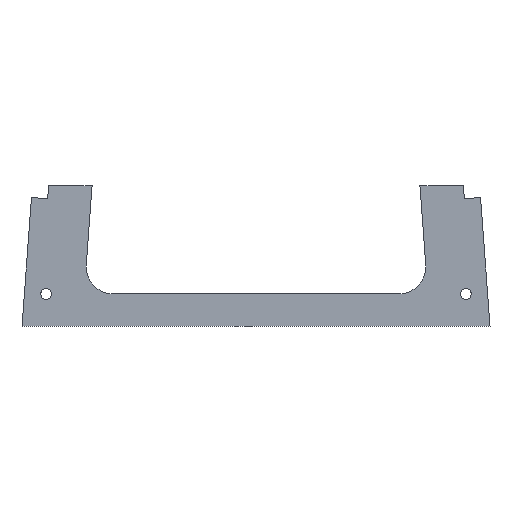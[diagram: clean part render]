
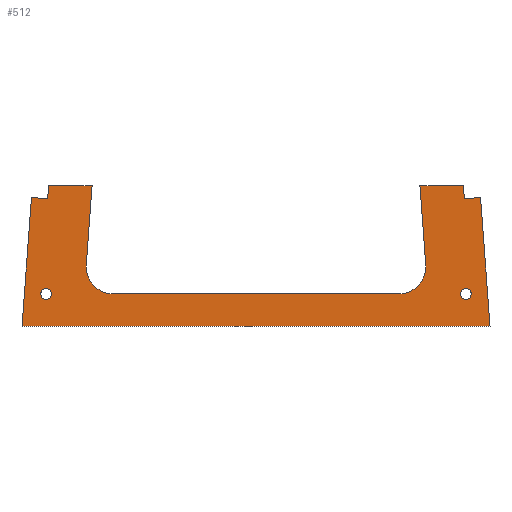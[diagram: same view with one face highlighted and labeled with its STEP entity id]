
A CAD part, top view. The second image highlights one B-rep face of the part: STEP entity #512.
In plain terms, the highlighted planar face has unit normal (0, 0, 1).
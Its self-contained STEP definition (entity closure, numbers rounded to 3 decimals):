
#42=CARTESIAN_POINT('Vertex',(38.277,266.,3.)) ;
#56=CARTESIAN_POINT('Vertex',(30.256,266.,3.)) ;
#59=CARTESIAN_POINT('Line Origine',(34.266,266.,3.)) ;
#87=CARTESIAN_POINT('Vertex',(31.329,251.366,3.)) ;
#90=CARTESIAN_POINT('Line Origine',(30.792,258.683,3.)) ;
#118=CARTESIAN_POINT('Vertex',(26.342,246.,3.)) ;
#121=CARTESIAN_POINT('Axis2P3D Location',(26.342,251.,3.)) ;
#149=CARTESIAN_POINT('Vertex',(-26.342,246.,3.)) ;
#152=CARTESIAN_POINT('Line Origine',(0.,246.,3.)) ;
#182=CARTESIAN_POINT('Vertex',(43.192,240.,3.)) ;
#185=CARTESIAN_POINT('Line Origine',(0.,240.,3.)) ;
#189=CARTESIAN_POINT('Vertex',(-43.192,240.,3.)) ;
#220=CARTESIAN_POINT('Vertex',(41.447,263.797,3.)) ;
#223=CARTESIAN_POINT('Line Origine',(42.319,251.898,3.)) ;
#251=CARTESIAN_POINT('Vertex',(38.455,263.577,3.)) ;
#254=CARTESIAN_POINT('Line Origine',(39.951,263.687,3.)) ;
#276=CARTESIAN_POINT('Line Origine',(38.366,264.789,3.)) ;
#293=CARTESIAN_POINT('Axis2P3D Location',(38.741,246.,3.)) ;
#297=CARTESIAN_POINT('Vertex',(37.741,246.,3.)) ;
#299=CARTESIAN_POINT('Vertex',(39.741,246.,3.)) ;
#328=CARTESIAN_POINT('Axis2P3D Location',(38.741,246.,3.)) ;
#429=CARTESIAN_POINT('Axis2P3D Location',(0.,0.,3.)) ;
#434=CARTESIAN_POINT('Axis2P3D Location',(-26.342,251.,3.)) ;
#438=CARTESIAN_POINT('Vertex',(-31.329,251.366,3.)) ;
#441=CARTESIAN_POINT('Line Origine',(-30.792,258.683,3.)) ;
#445=CARTESIAN_POINT('Vertex',(-30.256,266.,3.)) ;
#448=CARTESIAN_POINT('Line Origine',(-34.266,266.,3.)) ;
#452=CARTESIAN_POINT('Vertex',(-38.277,266.,3.)) ;
#455=CARTESIAN_POINT('Line Origine',(-38.366,264.789,3.)) ;
#459=CARTESIAN_POINT('Vertex',(-38.455,263.577,3.)) ;
#462=CARTESIAN_POINT('Line Origine',(-39.951,263.687,3.)) ;
#466=CARTESIAN_POINT('Vertex',(-41.447,263.797,3.)) ;
#469=CARTESIAN_POINT('Line Origine',(-42.319,251.898,3.)) ;
#490=CARTESIAN_POINT('Axis2P3D Location',(-38.741,246.,3.)) ;
#494=CARTESIAN_POINT('Vertex',(-37.741,246.,3.)) ;
#496=CARTESIAN_POINT('Vertex',(-39.741,246.,3.)) ;
#499=CARTESIAN_POINT('Axis2P3D Location',(-38.741,246.,3.)) ;
#61=VECTOR('Line Direction',#60,1.) ;
#92=VECTOR('Line Direction',#91,1.) ;
#154=VECTOR('Line Direction',#153,1.) ;
#187=VECTOR('Line Direction',#186,1.) ;
#225=VECTOR('Line Direction',#224,1.) ;
#256=VECTOR('Line Direction',#255,1.) ;
#278=VECTOR('Line Direction',#277,1.) ;
#443=VECTOR('Line Direction',#442,1.) ;
#450=VECTOR('Line Direction',#449,1.) ;
#457=VECTOR('Line Direction',#456,1.) ;
#464=VECTOR('Line Direction',#463,1.) ;
#471=VECTOR('Line Direction',#470,1.) ;
#60=DIRECTION('Vector Direction',(-1.,0.,0.)) ;
#91=DIRECTION('Vector Direction',(0.073,-0.997,0.)) ;
#122=DIRECTION('Axis2P3D Direction',(0.,0.,1.)) ;
#153=DIRECTION('Vector Direction',(-1.,0.,0.)) ;
#186=DIRECTION('Vector Direction',(-1.,0.,0.)) ;
#224=DIRECTION('Vector Direction',(0.073,-0.997,0.)) ;
#255=DIRECTION('Vector Direction',(0.997,0.073,0.)) ;
#277=DIRECTION('Vector Direction',(0.073,-0.997,0.)) ;
#294=DIRECTION('Axis2P3D Direction',(0.,0.,1.)) ;
#329=DIRECTION('Axis2P3D Direction',(0.,0.,1.)) ;
#430=DIRECTION('Axis2P3D Direction',(0.,0.,1.)) ;
#431=DIRECTION('Axis2P3D XDirection',(1.,0.,0.)) ;
#435=DIRECTION('Axis2P3D Direction',(0.,0.,1.)) ;
#442=DIRECTION('Vector Direction',(-0.073,-0.997,0.)) ;
#449=DIRECTION('Vector Direction',(-1.,0.,0.)) ;
#456=DIRECTION('Vector Direction',(-0.073,-0.997,0.)) ;
#463=DIRECTION('Vector Direction',(-0.997,0.073,0.)) ;
#470=DIRECTION('Vector Direction',(-0.073,-0.997,0.)) ;
#491=DIRECTION('Axis2P3D Direction',(0.,0.,1.)) ;
#500=DIRECTION('Axis2P3D Direction',(0.,0.,1.)) ;
#123=AXIS2_PLACEMENT_3D('Circle Axis2P3D',#121,#122,$) ;
#295=AXIS2_PLACEMENT_3D('Circle Axis2P3D',#293,#294,$) ;
#330=AXIS2_PLACEMENT_3D('Circle Axis2P3D',#328,#329,$) ;
#432=AXIS2_PLACEMENT_3D('Plane Axis2P3D',#429,#430,#431) ;
#436=AXIS2_PLACEMENT_3D('Circle Axis2P3D',#434,#435,$) ;
#492=AXIS2_PLACEMENT_3D('Circle Axis2P3D',#490,#491,$) ;
#501=AXIS2_PLACEMENT_3D('Circle Axis2P3D',#499,#500,$) ;
#62=LINE('Line',#59,#61) ;
#93=LINE('Line',#90,#92) ;
#155=LINE('Line',#152,#154) ;
#188=LINE('Line',#185,#187) ;
#226=LINE('Line',#223,#225) ;
#257=LINE('Line',#254,#256) ;
#279=LINE('Line',#276,#278) ;
#444=LINE('Line',#441,#443) ;
#451=LINE('Line',#448,#450) ;
#458=LINE('Line',#455,#457) ;
#465=LINE('Line',#462,#464) ;
#472=LINE('Line',#469,#471) ;
#124=CIRCLE('generated circle',#123,5.) ;
#296=CIRCLE('generated circle',#295,1.) ;
#331=CIRCLE('generated circle',#330,1.) ;
#437=CIRCLE('generated circle',#436,5.) ;
#493=CIRCLE('generated circle',#492,1.) ;
#502=CIRCLE('generated circle',#501,1.) ;
#433=PLANE('',#432) ;
#507=FACE_BOUND('',#504,.T.) ;
#511=FACE_BOUND('',#508,.T.) ;
#63=EDGE_CURVE('',#43,#57,#62,.T.) ;
#94=EDGE_CURVE('',#57,#88,#93,.T.) ;
#125=EDGE_CURVE('',#88,#119,#124,.F.) ;
#156=EDGE_CURVE('',#150,#119,#155,.F.) ;
#191=EDGE_CURVE('',#183,#190,#188,.T.) ;
#227=EDGE_CURVE('',#183,#221,#226,.F.) ;
#258=EDGE_CURVE('',#221,#252,#257,.F.) ;
#280=EDGE_CURVE('',#252,#43,#279,.F.) ;
#301=EDGE_CURVE('',#298,#300,#296,.T.) ;
#332=EDGE_CURVE('',#300,#298,#331,.T.) ;
#440=EDGE_CURVE('',#439,#150,#437,.T.) ;
#447=EDGE_CURVE('',#446,#439,#444,.T.) ;
#454=EDGE_CURVE('',#453,#446,#451,.F.) ;
#461=EDGE_CURVE('',#460,#453,#458,.F.) ;
#468=EDGE_CURVE('',#467,#460,#465,.F.) ;
#473=EDGE_CURVE('',#190,#467,#472,.F.) ;
#498=EDGE_CURVE('',#495,#497,#493,.F.) ;
#503=EDGE_CURVE('',#497,#495,#502,.F.) ;
#475=ORIENTED_EDGE('',*,*,#63,.T.) ;
#476=ORIENTED_EDGE('',*,*,#94,.T.) ;
#477=ORIENTED_EDGE('',*,*,#125,.T.) ;
#478=ORIENTED_EDGE('',*,*,#156,.F.) ;
#479=ORIENTED_EDGE('',*,*,#440,.F.) ;
#480=ORIENTED_EDGE('',*,*,#447,.F.) ;
#481=ORIENTED_EDGE('',*,*,#454,.F.) ;
#482=ORIENTED_EDGE('',*,*,#461,.F.) ;
#483=ORIENTED_EDGE('',*,*,#468,.F.) ;
#484=ORIENTED_EDGE('',*,*,#473,.F.) ;
#485=ORIENTED_EDGE('',*,*,#191,.F.) ;
#486=ORIENTED_EDGE('',*,*,#227,.T.) ;
#487=ORIENTED_EDGE('',*,*,#258,.T.) ;
#488=ORIENTED_EDGE('',*,*,#280,.T.) ;
#505=ORIENTED_EDGE('',*,*,#498,.T.) ;
#506=ORIENTED_EDGE('',*,*,#503,.T.) ;
#509=ORIENTED_EDGE('',*,*,#301,.F.) ;
#510=ORIENTED_EDGE('',*,*,#332,.F.) ;
#474=EDGE_LOOP('',(#475,#476,#477,#478,#479,#480,#481,#482,#483,#484,#485,#486,#487,#488)) ;
#504=EDGE_LOOP('',(#505,#506)) ;
#508=EDGE_LOOP('',(#509,#510)) ;
#43=VERTEX_POINT('',#42) ;
#57=VERTEX_POINT('',#56) ;
#88=VERTEX_POINT('',#87) ;
#119=VERTEX_POINT('',#118) ;
#150=VERTEX_POINT('',#149) ;
#183=VERTEX_POINT('',#182) ;
#190=VERTEX_POINT('',#189) ;
#221=VERTEX_POINT('',#220) ;
#252=VERTEX_POINT('',#251) ;
#298=VERTEX_POINT('',#297) ;
#300=VERTEX_POINT('',#299) ;
#439=VERTEX_POINT('',#438) ;
#446=VERTEX_POINT('',#445) ;
#453=VERTEX_POINT('',#452) ;
#460=VERTEX_POINT('',#459) ;
#467=VERTEX_POINT('',#466) ;
#495=VERTEX_POINT('',#494) ;
#497=VERTEX_POINT('',#496) ;
#512=ADVANCED_FACE('PartBody',(#489,#507,#511),#433,.T.) ;
#489=FACE_OUTER_BOUND('',#474,.T.) ;
